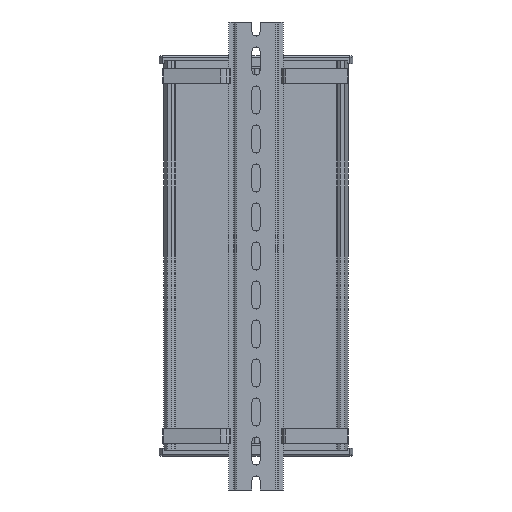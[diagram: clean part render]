
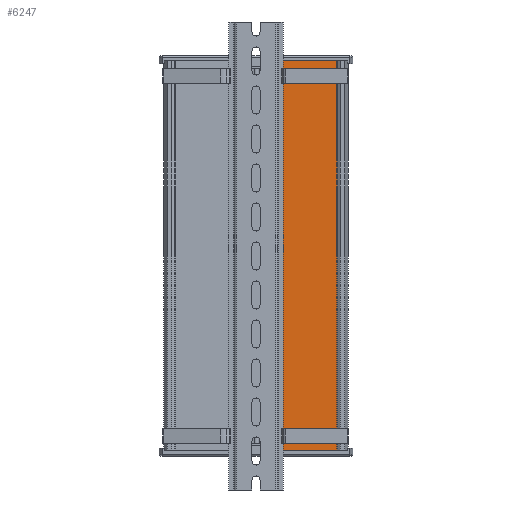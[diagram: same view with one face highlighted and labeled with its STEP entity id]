
A CAD part, front view. The second image highlights one B-rep face of the part: STEP entity #6247.
In plain terms, the highlighted planar face has unit normal (0, -1, 0).
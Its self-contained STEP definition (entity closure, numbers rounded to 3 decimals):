
#291 = CARTESIAN_POINT ( 'NONE',  ( 6.025, -1.653, 0. ) ) ;
#1000 = ORIENTED_EDGE ( 'NONE', *, *, #27443, .F. ) ;
#1094 = ORIENTED_EDGE ( 'NONE', *, *, #25635, .T. ) ;
#1262 = DIRECTION ( 'NONE',  ( 0., 0., 1. ) ) ;
#1800 = DIRECTION ( 'NONE',  ( 0., 0., 1. ) ) ;
#2270 = LINE ( 'NONE', #24366, #18919 ) ;
#2363 = ORIENTED_EDGE ( 'NONE', *, *, #12095, .T. ) ;
#3215 = LINE ( 'NONE', #10433, #12918 ) ;
#3314 = VERTEX_POINT ( 'NONE', #8820 ) ;
#3990 = PLANE ( 'NONE',  #10799 ) ;
#4142 = CARTESIAN_POINT ( 'NONE',  ( 51.609, -1.653, -250. ) ) ;
#6247 = ADVANCED_FACE ( 'NONE', ( #7871 ), #3990, .T. ) ;
#7259 = VERTEX_POINT ( 'NONE', #291 ) ;
#7871 = FACE_OUTER_BOUND ( 'NONE', #15921, .T. ) ;
#8820 = CARTESIAN_POINT ( 'NONE',  ( 51.609, -1.653, 0. ) ) ;
#10369 = ORIENTED_EDGE ( 'NONE', *, *, #14065, .F. ) ;
#10405 = DIRECTION ( 'NONE',  ( 0., 0., -1. ) ) ;
#10433 = CARTESIAN_POINT ( 'NONE',  ( 6.025, -1.653, -250. ) ) ;
#10799 = AXIS2_PLACEMENT_3D ( 'NONE', #26022, #19493, #10405 ) ;
#11089 = DIRECTION ( 'NONE',  ( 1., 0., 0. ) ) ;
#12095 = EDGE_CURVE ( 'NONE', #16255, #17759, #2270, .T. ) ;
#12508 = VECTOR ( 'NONE', #1800, 1000. ) ;
#12918 = VECTOR ( 'NONE', #1262, 1000. ) ;
#14065 = EDGE_CURVE ( 'NONE', #7259, #3314, #22171, .T. ) ;
#15401 = CARTESIAN_POINT ( 'NONE',  ( 6.025, -1.653, -250. ) ) ;
#15921 = EDGE_LOOP ( 'NONE', ( #10369, #1000, #2363, #1094 ) ) ;
#16255 = VERTEX_POINT ( 'NONE', #15401 ) ;
#17759 = VERTEX_POINT ( 'NONE', #22050 ) ;
#18919 = VECTOR ( 'NONE', #11089, 1000. ) ;
#19493 = DIRECTION ( 'NONE',  ( 0., -1., 0. ) ) ;
#20074 = VECTOR ( 'NONE', #24966, 1000. ) ;
#22050 = CARTESIAN_POINT ( 'NONE',  ( 51.609, -1.653, -250. ) ) ;
#22171 = LINE ( 'NONE', #24775, #20074 ) ;
#24366 = CARTESIAN_POINT ( 'NONE',  ( 6.025, -1.653, -250. ) ) ;
#24775 = CARTESIAN_POINT ( 'NONE',  ( 6.025, -1.653, 0. ) ) ;
#24966 = DIRECTION ( 'NONE',  ( 1., 0., 0. ) ) ;
#25635 = EDGE_CURVE ( 'NONE', #17759, #3314, #28089, .T. ) ;
#26022 = CARTESIAN_POINT ( 'NONE',  ( 6.025, -1.653, -250. ) ) ;
#27443 = EDGE_CURVE ( 'NONE', #16255, #7259, #3215, .T. ) ;
#28089 = LINE ( 'NONE', #4142, #12508 ) ;
